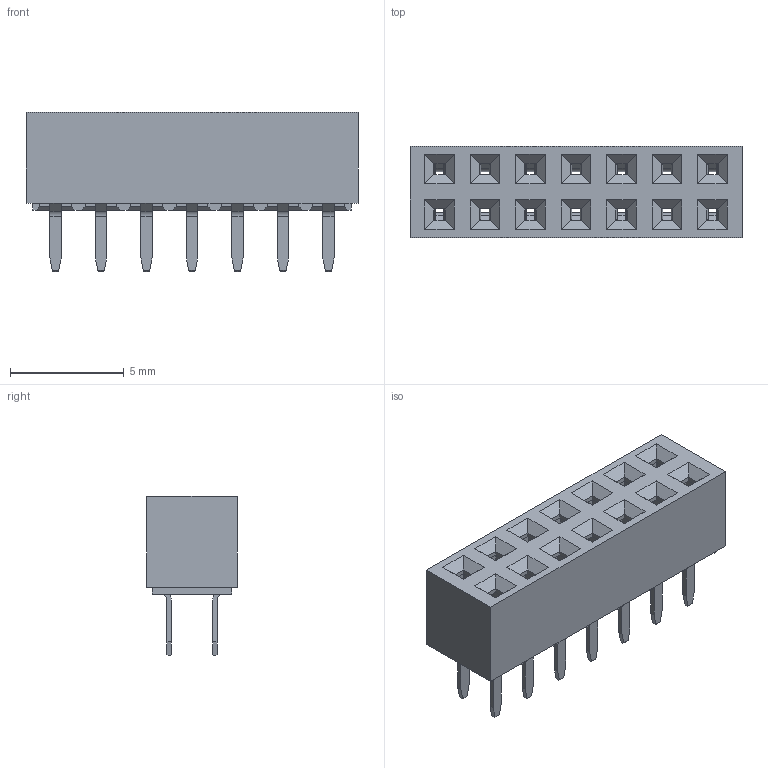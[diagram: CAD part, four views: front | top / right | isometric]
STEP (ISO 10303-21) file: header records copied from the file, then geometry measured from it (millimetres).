
FILE_DESCRIPTION(/* description */ ('Unknown'),/* implementation_level */ '2;1');
FILE_NAME(/* name */ '62001421821',/* time_stamp */ '2017-10-26T15:05:15+02:00',/* author */ ('Unknown'),/* organization */ ('Unknown'),/* preprocessor_version */ 'ST-DEVELOPER v16.7',/* originating_system */ 'DEX',/* authorisation */ $);
FILE_SCHEMA (('AUTOMOTIVE_DESIGN {1 0 10303 214 3 1 1}'));
Length unit declared in the file: millimetre
Products named in the file (3): 6200xx21821; 62001421821
Assembly tree (15 placements, depth 2):
  6200xx21821
    62001421821
    6200xx21821  x14
Bounding box: 14.6 x 4 x 7 mm (x, y, z)
Volume: 174.7 mm3; surface area: 932.4 mm2
Topology: 15 solids, 15 shells, 1705 faces, 4518 edges, 2844 vertices
Faces by surface type: plane 1117, cylinder 532, bspline 56
Entity records: 10872 total; most frequent: CARTESIAN_POINT 1965, ORIENTED_EDGE 1860, DIRECTION 1720, EDGE_CURVE 930, LINE 854, VECTOR 854, VERTEX_POINT 582, AXIS2_PLACEMENT_3D 433
